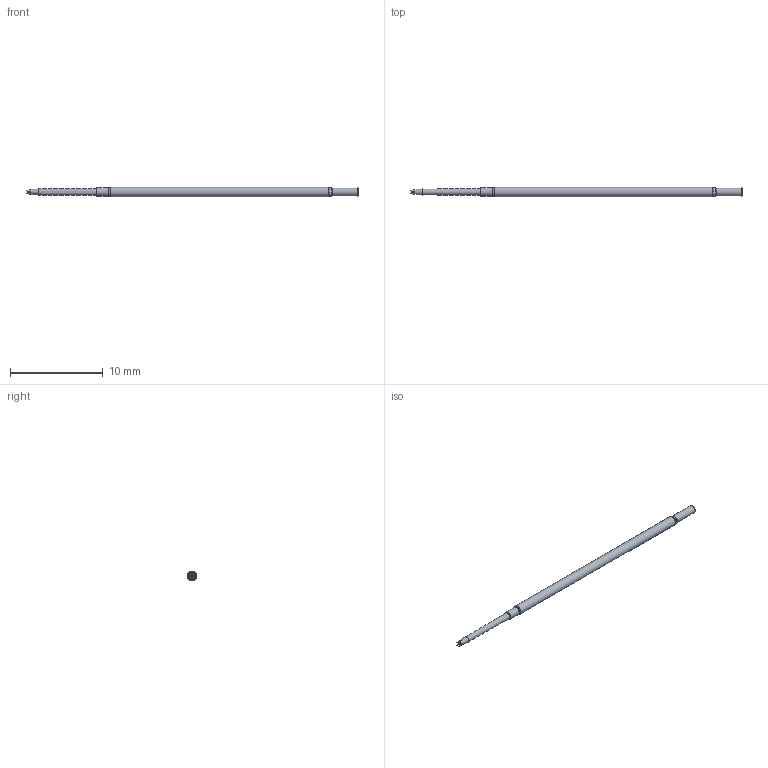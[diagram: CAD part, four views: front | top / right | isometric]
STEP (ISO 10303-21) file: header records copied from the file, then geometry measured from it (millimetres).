
FILE_DESCRIPTION (( 'STEP AP214' ), '1' );
FILE_NAME ('X50-2584.STEP', '2020-04-10T13:09:07', ( '' ), ( '' ), 'SwSTEP 2.0', 'SolidWorks 2019', '' );
FILE_SCHEMA (( 'AUTOMOTIVE_DESIGN' ));
Length unit declared in the file: inch
Products named in the file (1): X50-2584
Bounding box: 35.81 x 1.02 x 1.02 mm (x, y, z)
Volume: 24.6 mm3; surface area: 104.8 mm2
Topology: 1 solids, 1 shells, 50 faces, 113 edges, 66 vertices
Faces by surface type: cone 21, cylinder 19, plane 6, torus 4
Full cylindrical faces by diameter (mm): 0.856 x1, 0.894 x1, 1.021 x1
Entity records: 2061 total; most frequent: CARTESIAN_POINT 431, ORIENTED_EDGE 202, DIRECTION 168, EDGE_CURVE 101, AXIS2_PLACEMENT_3D 84, VERTEX_POINT 66, EDGE_LOOP 63, FACE_OUTER_BOUND 57
